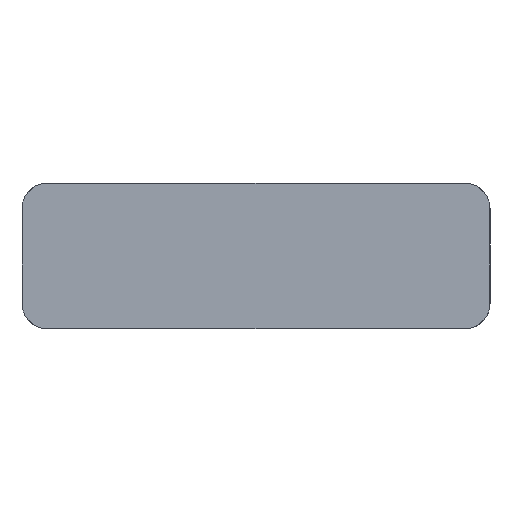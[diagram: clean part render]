
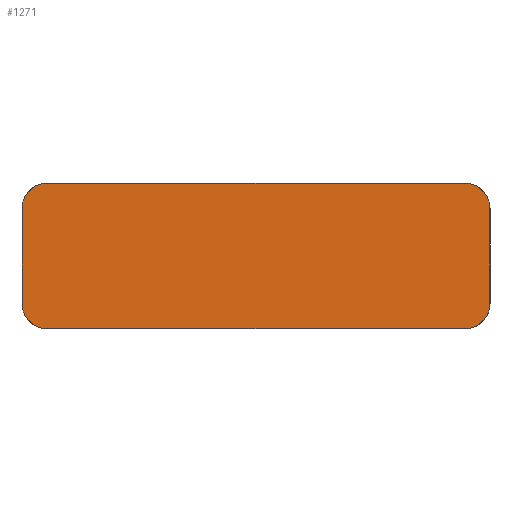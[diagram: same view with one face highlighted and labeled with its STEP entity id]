
A CAD part, top view. The second image highlights one B-rep face of the part: STEP entity #1271.
In plain terms, the highlighted planar face has unit normal (0, 0, 1).
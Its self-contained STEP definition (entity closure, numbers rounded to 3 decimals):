
#36 = VECTOR ( 'NONE', #1099, 1000. ) ;
#53 = VERTEX_POINT ( 'NONE', #373 ) ;
#71 = ORIENTED_EDGE ( 'NONE', *, *, #242, .T. ) ;
#102 = AXIS2_PLACEMENT_3D ( 'NONE', #1163, #428, #1060 ) ;
#121 = EDGE_CURVE ( 'NONE', #53, #419, #775, .T. ) ;
#122 = CARTESIAN_POINT ( 'NONE',  ( 29.05, 5.875, 10. ) ) ;
#155 = VERTEX_POINT ( 'NONE', #259 ) ;
#178 = CARTESIAN_POINT ( 'NONE',  ( -29.05, -5.875, 10. ) ) ;
#206 = CARTESIAN_POINT ( 'NONE',  ( 25.875, 5.875, 10. ) ) ;
#224 = CIRCLE ( 'NONE', #899, 3.175 ) ;
#242 = EDGE_CURVE ( 'NONE', #1247, #572, #434, .T. ) ;
#259 = CARTESIAN_POINT ( 'NONE',  ( 29.05, -5.875, 10. ) ) ;
#289 = EDGE_CURVE ( 'NONE', #419, #1247, #465, .T. ) ;
#302 = EDGE_LOOP ( 'NONE', ( #584, #693, #414, #452, #71, #1357, #1190, #429 ) ) ;
#317 = DIRECTION ( 'NONE',  ( 0., -1., 0. ) ) ;
#373 = CARTESIAN_POINT ( 'NONE',  ( -25.875, 9.05, 10. ) ) ;
#374 = VERTEX_POINT ( 'NONE', #613 ) ;
#414 = ORIENTED_EDGE ( 'NONE', *, *, #121, .T. ) ;
#419 = VERTEX_POINT ( 'NONE', #813 ) ;
#428 = DIRECTION ( 'NONE',  ( 0., 0., 1. ) ) ;
#429 = ORIENTED_EDGE ( 'NONE', *, *, #1155, .T. ) ;
#434 = CIRCLE ( 'NONE', #102, 3.175 ) ;
#452 = ORIENTED_EDGE ( 'NONE', *, *, #289, .T. ) ;
#465 = LINE ( 'NONE', #1054, #964 ) ;
#473 = VECTOR ( 'NONE', #1156, 1000. ) ;
#493 = AXIS2_PLACEMENT_3D ( 'NONE', #625, #528, #1149 ) ;
#528 = DIRECTION ( 'NONE',  ( 0., 0., 1. ) ) ;
#571 = CARTESIAN_POINT ( 'NONE',  ( -25.875, 5.875, 10. ) ) ;
#572 = VERTEX_POINT ( 'NONE', #1092 ) ;
#584 = ORIENTED_EDGE ( 'NONE', *, *, #1072, .T. ) ;
#611 = DIRECTION ( 'NONE',  ( 1., 0., 0. ) ) ;
#613 = CARTESIAN_POINT ( 'NONE',  ( 25.875, 9.05, 10. ) ) ;
#625 = CARTESIAN_POINT ( 'NONE',  ( 25.875, -5.875, 10. ) ) ;
#634 = AXIS2_PLACEMENT_3D ( 'NONE', #571, #676, #1343 ) ;
#643 = CARTESIAN_POINT ( 'NONE',  ( 25.875, 9.05, 10. ) ) ;
#648 = DIRECTION ( 'NONE',  ( 0., 0., 1. ) ) ;
#676 = DIRECTION ( 'NONE',  ( 0., 0., 1. ) ) ;
#689 = LINE ( 'NONE', #1239, #971 ) ;
#693 = ORIENTED_EDGE ( 'NONE', *, *, #1324, .T. ) ;
#752 = PLANE ( 'NONE',  #1174 ) ;
#761 = LINE ( 'NONE', #643, #473 ) ;
#775 = CIRCLE ( 'NONE', #634, 3.175 ) ;
#809 = EDGE_CURVE ( 'NONE', #1320, #155, #1262, .T. ) ;
#813 = CARTESIAN_POINT ( 'NONE',  ( -29.05, 5.875, 10. ) ) ;
#844 = DIRECTION ( 'NONE',  ( 0., 0., 1. ) ) ;
#858 = LINE ( 'NONE', #1090, #36 ) ;
#883 = EDGE_CURVE ( 'NONE', #572, #1320, #858, .T. ) ;
#899 = AXIS2_PLACEMENT_3D ( 'NONE', #206, #844, #611 ) ;
#901 = VERTEX_POINT ( 'NONE', #122 ) ;
#964 = VECTOR ( 'NONE', #317, 1000. ) ;
#971 = VECTOR ( 'NONE', #1350, 1000. ) ;
#1054 = CARTESIAN_POINT ( 'NONE',  ( -29.05, 5.875, 10. ) ) ;
#1060 = DIRECTION ( 'NONE',  ( 1., 0., 0. ) ) ;
#1072 = EDGE_CURVE ( 'NONE', #901, #374, #224, .T. ) ;
#1090 = CARTESIAN_POINT ( 'NONE',  ( -25.875, -9.05, 10. ) ) ;
#1092 = CARTESIAN_POINT ( 'NONE',  ( -25.875, -9.05, 10. ) ) ;
#1099 = DIRECTION ( 'NONE',  ( 1., 0., 0. ) ) ;
#1149 = DIRECTION ( 'NONE',  ( 1., 0., 0. ) ) ;
#1155 = EDGE_CURVE ( 'NONE', #155, #901, #689, .T. ) ;
#1156 = DIRECTION ( 'NONE',  ( -1., 0., 0. ) ) ;
#1163 = CARTESIAN_POINT ( 'NONE',  ( -25.875, -5.875, 10. ) ) ;
#1164 = FACE_OUTER_BOUND ( 'NONE', #302, .T. ) ;
#1174 = AXIS2_PLACEMENT_3D ( 'NONE', #1362, #648, #1267 ) ;
#1190 = ORIENTED_EDGE ( 'NONE', *, *, #809, .T. ) ;
#1239 = CARTESIAN_POINT ( 'NONE',  ( 29.05, -5.875, 10. ) ) ;
#1247 = VERTEX_POINT ( 'NONE', #178 ) ;
#1259 = CARTESIAN_POINT ( 'NONE',  ( 25.875, -9.05, 10. ) ) ;
#1262 = CIRCLE ( 'NONE', #493, 3.175 ) ;
#1267 = DIRECTION ( 'NONE',  ( 1., 0., 0. ) ) ;
#1271 = ADVANCED_FACE ( 'NONE', ( #1164 ), #752, .T. ) ;
#1320 = VERTEX_POINT ( 'NONE', #1259 ) ;
#1324 = EDGE_CURVE ( 'NONE', #374, #53, #761, .T. ) ;
#1343 = DIRECTION ( 'NONE',  ( 1., 0., 0. ) ) ;
#1350 = DIRECTION ( 'NONE',  ( 0., 1., 0. ) ) ;
#1357 = ORIENTED_EDGE ( 'NONE', *, *, #883, .T. ) ;
#1362 = CARTESIAN_POINT ( 'NONE',  ( 25.875, 5.875, 10. ) ) ;
